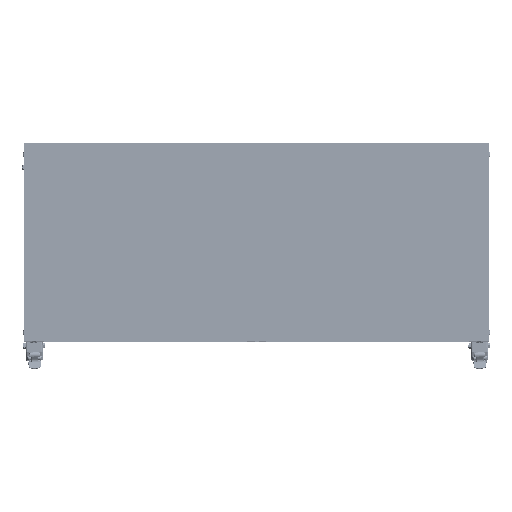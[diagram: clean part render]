
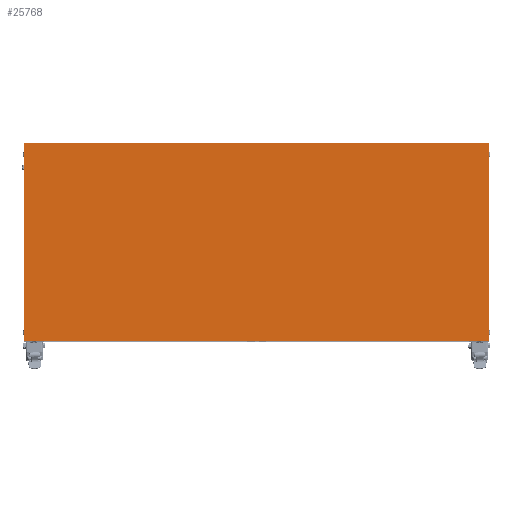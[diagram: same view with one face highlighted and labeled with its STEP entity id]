
A CAD part, top view. The second image highlights one B-rep face of the part: STEP entity #25768.
In plain terms, the highlighted planar face has unit normal (0, 0, 1).
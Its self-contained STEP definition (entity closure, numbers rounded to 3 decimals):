
#25768=ADVANCED_FACE('',(#32257),#32258,.T.);
#32257=FACE_OUTER_BOUND('',#44532,.T.);
#32258=PLANE('',#44533);
#44532=EDGE_LOOP('',(#59938,#59939,#59940,#59941));
#44533=AXIS2_PLACEMENT_3D('',#59942,#59943,#59944);
#59938=ORIENTED_EDGE('',*,*,#69022,.F.);
#59939=ORIENTED_EDGE('',*,*,#69025,.F.);
#59940=ORIENTED_EDGE('',*,*,#69017,.F.);
#59941=ORIENTED_EDGE('',*,*,#69013,.F.);
#59942=CARTESIAN_POINT('',(0.,0.,1257.));
#59943=DIRECTION('',(0.0,0.0,1.0));
#59944=DIRECTION('',(1.0,0.0,0.0));
#69013=EDGE_CURVE('',#77970,#77972,#77973,.T.);
#69017=EDGE_CURVE('',#77972,#77978,#77979,.T.);
#69022=EDGE_CURVE('',#77985,#77970,#77987,.T.);
#69025=EDGE_CURVE('',#77978,#77985,#77990,.T.);
#77970=VERTEX_POINT('',#96904);
#77972=VERTEX_POINT('',#96907);
#77973=LINE('',#96908,#96909);
#77978=VERTEX_POINT('',#96916);
#77979=LINE('',#96917,#96918);
#77985=VERTEX_POINT('',#96926);
#77987=LINE('',#96929,#96930);
#77990=LINE('',#96934,#96935);
#96904=CARTESIAN_POINT('',(-470.,-200.0,1257.));
#96907=CARTESIAN_POINT('',(-470.,200.0,1257.));
#96908=CARTESIAN_POINT('',(-470.,0.,1257.));
#96909=VECTOR('',#107912,1.0);
#96916=CARTESIAN_POINT('',(470.,200.0,1257.));
#96917=CARTESIAN_POINT('',(0.,200.0,1257.));
#96918=VECTOR('',#107915,1.0);
#96926=CARTESIAN_POINT('',(470.,-200.0,1257.));
#96929=CARTESIAN_POINT('',(0.,-200.0,1257.));
#96930=VECTOR('',#107919,1.0);
#96934=CARTESIAN_POINT('',(470.,0.,1257.));
#96935=VECTOR('',#107921,1.0);
#107912=DIRECTION('',(0.0,1.0,0.0));
#107915=DIRECTION('',(1.0,0.0,0.0));
#107919=DIRECTION('',(-1.0,0.0,0.0));
#107921=DIRECTION('',(0.0,-1.0,0.0));
